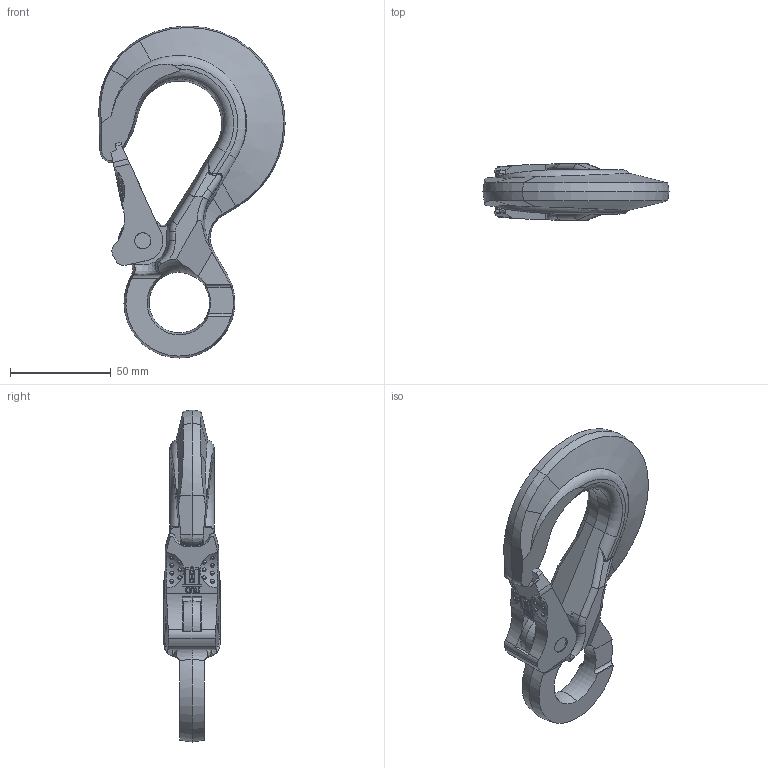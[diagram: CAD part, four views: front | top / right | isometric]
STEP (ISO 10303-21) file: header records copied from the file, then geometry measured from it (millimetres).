
FILE_DESCRIPTION((''),'2;1');
FILE_NAME('4VCOEH8','2005-01-19T',('jakubetz'),(''),'PRO/ENGINEER BY PARAMETRIC TECHNOLOGY CORPORATION, 2001400','PRO/ENGINEER BY PARAMETRIC TECHNOLOGY CORPORATION, 2001400','');
FILE_SCHEMA(('CONFIG_CONTROL_DESIGN'));
Length unit declared in the file: millimetre
Products named in the file (1): 4VCOEH8
Bounding box: 92.48 x 28 x 164.8 mm (x, y, z)
Volume: 12664.6 mm3; surface area: 29273.5 mm2
Topology: 1 solids, 2 shells, 384 faces, 1064 edges, 678 vertices
Faces by surface type: plane 211, cylinder 65, cone 34, sphere 30, torus 22, bspline 22
Entity records: 13804 total; most frequent: CARTESIAN_POINT 4416, ORIENTED_EDGE 2072, DIRECTION 1749, EDGE_CURVE 1036, VERTEX_POINT 678, VECTOR 629, LINE 629, AXIS2_PLACEMENT_3D 560
